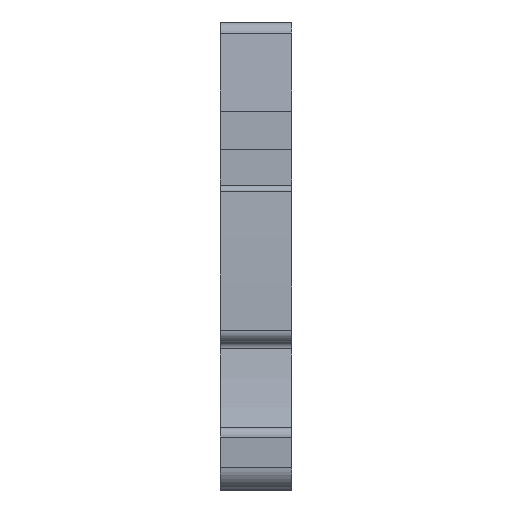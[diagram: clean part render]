
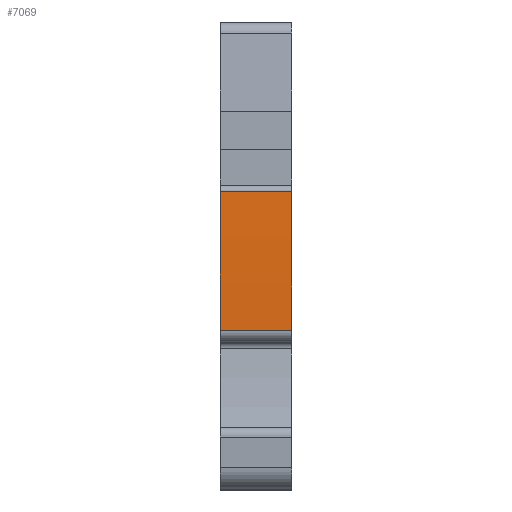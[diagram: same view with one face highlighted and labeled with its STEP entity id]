
A CAD part, front view. The second image highlights one B-rep face of the part: STEP entity #7069.
In plain terms, the highlighted cylindrical face has radius 198.503 mm (diameter 397.006 mm), a partial arc.
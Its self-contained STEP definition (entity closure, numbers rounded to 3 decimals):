
#1541=AXIS2_PLACEMENT_3D('Circle Axis2P3D',#1539,#1540,$) ;
#1548=AXIS2_PLACEMENT_3D('Circle Axis2P3D',#1546,#1547,$) ;
#5175=AXIS2_PLACEMENT_3D('Circle Axis2P3D',#5173,#5174,$) ;
#7055=AXIS2_PLACEMENT_3D('Cylinder Axis2P3D',#7052,#7053,#7054) ;
#1536=CARTESIAN_POINT('Vertex',(6.05,1.663,25.2)) ;
#1539=CARTESIAN_POINT('Axis2P3D Location',(6.05,199.999,17.05)) ;
#1543=CARTESIAN_POINT('Vertex',(6.05,1.529,13.45)) ;
#1546=CARTESIAN_POINT('Axis2P3D Location',(6.05,2.529,13.45)) ;
#1550=CARTESIAN_POINT('Vertex',(6.05,1.529,13.432)) ;
#5170=CARTESIAN_POINT('Vertex',(0.,1.529,13.432)) ;
#5173=CARTESIAN_POINT('Axis2P3D Location',(0.,199.999,17.05)) ;
#5177=CARTESIAN_POINT('Vertex',(0.,1.663,25.2)) ;
#7040=CARTESIAN_POINT('Line Origine',(3.025,1.663,25.2)) ;
#7052=CARTESIAN_POINT('Axis2P3D Location',(3.,199.999,17.05)) ;
#7057=CARTESIAN_POINT('Line Origine',(3.,1.529,13.432)) ;
#1540=DIRECTION('Axis2P3D Direction',(1.,0.,0.)) ;
#1547=DIRECTION('Axis2P3D Direction',(1.,0.,0.)) ;
#5174=DIRECTION('Axis2P3D Direction',(-1.,0.,0.)) ;
#7041=DIRECTION('Vector Direction',(-1.,0.,0.)) ;
#7053=DIRECTION('Axis2P3D Direction',(1.,0.,0.)) ;
#7054=DIRECTION('Axis2P3D XDirection',(0.,-0.994,0.108)) ;
#7058=DIRECTION('Vector Direction',(1.,0.,0.)) ;
#7042=VECTOR('Line Direction',#7041,1.) ;
#7059=VECTOR('Line Direction',#7058,1.) ;
#7063=ORIENTED_EDGE('',*,*,#7061,.T.) ;
#7064=ORIENTED_EDGE('',*,*,#1552,.F.) ;
#7065=ORIENTED_EDGE('',*,*,#1545,.F.) ;
#7066=ORIENTED_EDGE('',*,*,#7044,.T.) ;
#7067=ORIENTED_EDGE('',*,*,#5179,.F.) ;
#7069=ADVANCED_FACE('MLD',(#7068),#7056,.T.) ;
#1542=CIRCLE('generated circle',#1541,198.503) ;
#1549=CIRCLE('generated circle',#1548,1.) ;
#5176=CIRCLE('generated circle',#5175,198.503) ;
#7056=CYLINDRICAL_SURFACE('generated cylinder',#7055,198.503) ;
#1545=EDGE_CURVE('',#1537,#1544,#1542,.T.) ;
#1552=EDGE_CURVE('',#1544,#1551,#1549,.T.) ;
#5179=EDGE_CURVE('',#5171,#5178,#5176,.T.) ;
#7044=EDGE_CURVE('',#1537,#5178,#7043,.T.) ;
#7061=EDGE_CURVE('',#5171,#1551,#7060,.T.) ;
#7062=EDGE_LOOP('',(#7063,#7064,#7065,#7066,#7067)) ;
#7068=FACE_OUTER_BOUND('',#7062,.T.) ;
#7043=LINE('Line',#7040,#7042) ;
#7060=LINE('Line',#7057,#7059) ;
#1537=VERTEX_POINT('',#1536) ;
#1544=VERTEX_POINT('',#1543) ;
#1551=VERTEX_POINT('',#1550) ;
#5171=VERTEX_POINT('',#5170) ;
#5178=VERTEX_POINT('',#5177) ;
